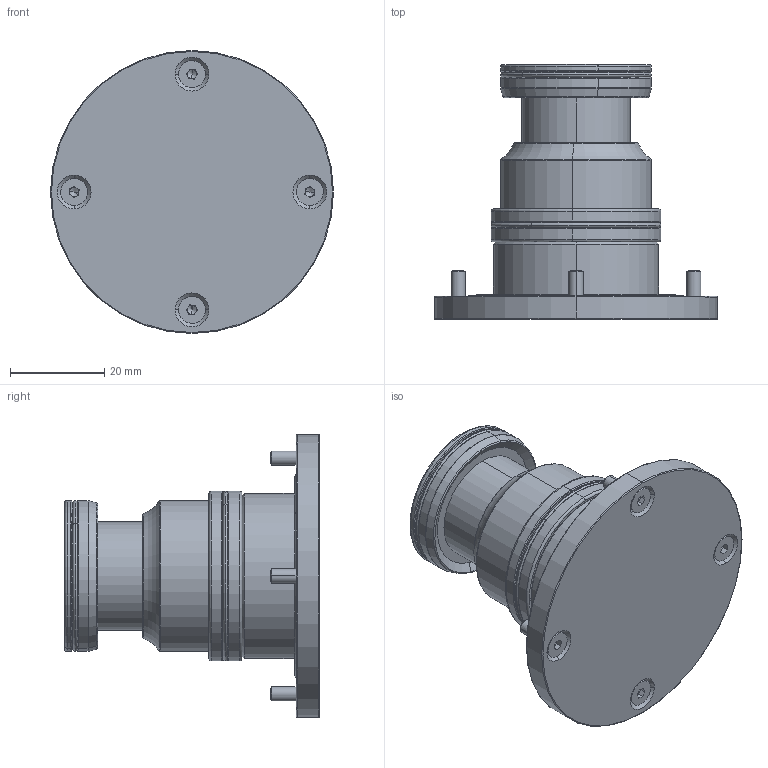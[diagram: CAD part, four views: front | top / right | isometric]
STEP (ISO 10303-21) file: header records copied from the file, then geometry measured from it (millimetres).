
FILE_DESCRIPTION (( 'STEP AP214' ), '1' );
FILE_NAME ('LQNCZ-20-扥坫滅鳥裔.STEP', '2020-04-23T08:24:45', ( 'xtzj' ), ( '' ), 'SwSTEP 2.0', 'SolidWorks 2018', '' );
FILE_SCHEMA (( 'AUTOMOTIVE_DESIGN' ));
Length unit declared in the file: millimetre
Products named in the file (1): LQNCZ-20-扥坫滅鳥裔
Bounding box: 60 x 54 x 60 mm (x, y, z)
Volume: 51910.6 mm3; surface area: 14911.2 mm2
Topology: 8 solids, 8 shells, 225 faces, 478 edges, 272 vertices
Faces by surface type: plane 71, torus 60, cylinder 52, cone 42
Entity records: 6097 total; most frequent: DIRECTION 1202, CARTESIAN_POINT 968, ORIENTED_EDGE 940, AXIS2_PLACEMENT_3D 506, EDGE_CURVE 470, CIRCLE 280, VERTEX_POINT 272, EDGE_LOOP 250
